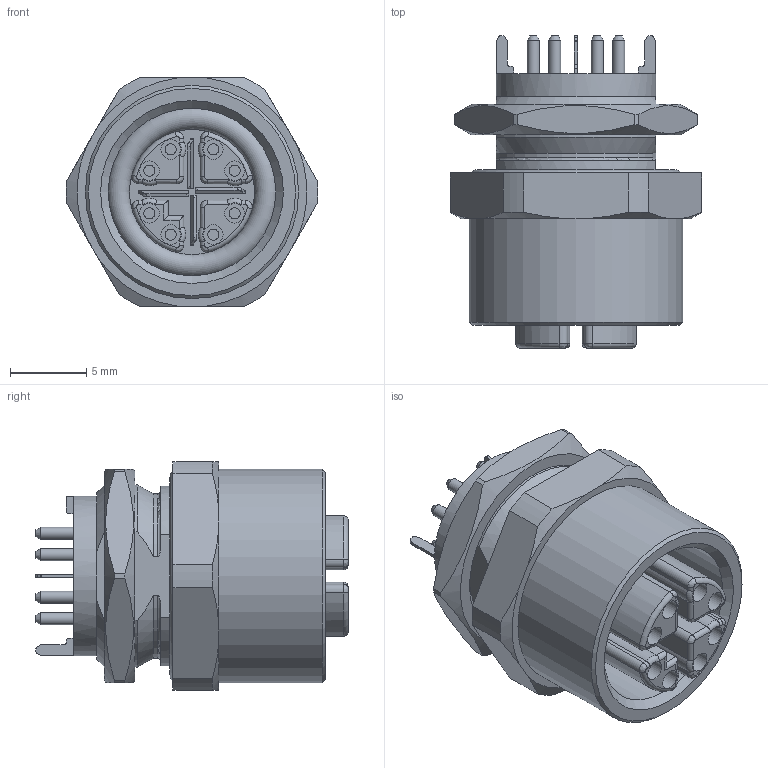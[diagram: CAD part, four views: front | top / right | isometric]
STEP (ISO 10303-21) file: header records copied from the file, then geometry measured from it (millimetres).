
FILE_DESCRIPTION(/* description */ (''),/* implementation_level */ '2;1');
FILE_NAME(/* name */ 'IE-FKDSX8-P_12_stp.stp',/* time_stamp */ '2017-06-21T12:36:05+02:00',/* author */ (''),/* organization */ (''),/* preprocessor_version */ 'ST-DEVELOPER v16',/* originating_system */ 'SIEMENS PLM Software NX 10.0',/* authorisation */ '');
FILE_SCHEMA (('AUTOMOTIVE_DESIGN { 1 0 10303 214 3 1 1 1 }'));
Length unit declared in the file: millimetre
Products named in the file (1): IE-FKDSX8-P_12_stp
Bounding box: 16.49 x 20.5 x 15 mm (x, y, z)
Volume: 2072.7 mm3; surface area: 2119.5 mm2
Topology: 1 solids, 1 shells, 334 faces, 846 edges, 545 vertices
Faces by surface type: plane 143, cylinder 133, cone 27, torus 16, bspline 15
Full cylindrical faces by diameter (mm): 0.725 x8, 0.8 x8, 1.29 x8, 8.2 x1, 10.5 x1, 11 x1, 11.8 x1, 13.2 x1, 14 x1
Entity records: 10501 total; most frequent: CARTESIAN_POINT 2790, DIRECTION 1619, ORIENTED_EDGE 1536, EDGE_CURVE 768, AXIS2_PLACEMENT_3D 624, VERTEX_POINT 512, EDGE_LOOP 414, LINE 371
